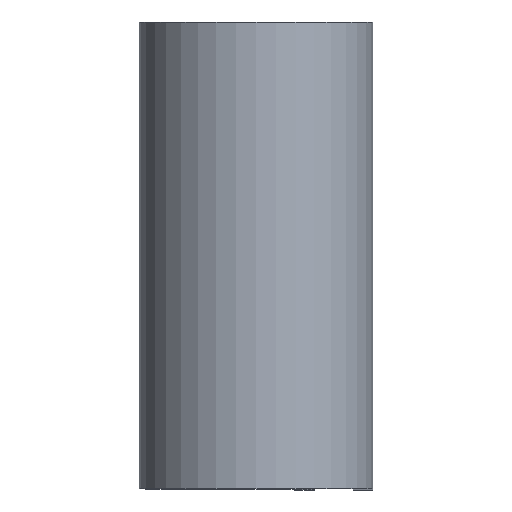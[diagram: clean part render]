
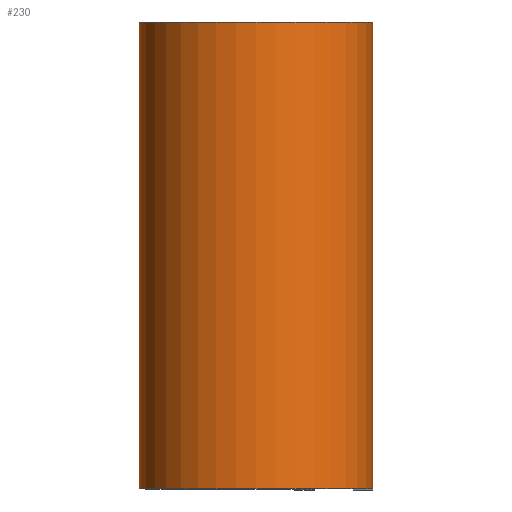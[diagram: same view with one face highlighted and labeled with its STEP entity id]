
A CAD part, top view. The second image highlights one B-rep face of the part: STEP entity #230.
In plain terms, the highlighted cylindrical face has radius 4.775 mm (diameter 9.55 mm), a partial arc.
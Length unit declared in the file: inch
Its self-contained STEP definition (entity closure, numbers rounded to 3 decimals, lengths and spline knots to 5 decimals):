
#8 = ORIENTED_EDGE ( 'NONE', *, *, #167, .T. ) ;
#31 = CYLINDRICAL_SURFACE ( 'NONE', #138, 0.188 ) ;
#33 = EDGE_CURVE ( 'NONE', #380, #475, #382, .T. ) ;
#34 = EDGE_CURVE ( 'NONE', #374, #475, #323, .T. ) ;
#37 = CARTESIAN_POINT ( 'NONE',  ( 0., 0.375, 0. ) ) ;
#41 = ORIENTED_EDGE ( 'NONE', *, *, #34, .F. ) ;
#66 = DIRECTION ( 'NONE',  ( 1., 0., 0. ) ) ;
#85 = CARTESIAN_POINT ( 'NONE',  ( 0., 0.375, -0.188 ) ) ;
#91 = DIRECTION ( 'NONE',  ( 1., 0., 0. ) ) ;
#99 = CARTESIAN_POINT ( 'NONE',  ( 0.188, 0.375, 0. ) ) ;
#110 = CARTESIAN_POINT ( 'NONE',  ( 0., -0.375, 0. ) ) ;
#116 = AXIS2_PLACEMENT_3D ( 'NONE', #37, #376, #91 ) ;
#138 = AXIS2_PLACEMENT_3D ( 'NONE', #474, #175, #618 ) ;
#140 = CARTESIAN_POINT ( 'NONE',  ( 0., 0.375, -0.188 ) ) ;
#143 = ORIENTED_EDGE ( 'NONE', *, *, #232, .F. ) ;
#151 = CIRCLE ( 'NONE', #116, 0.188 ) ;
#163 = ORIENTED_EDGE ( 'NONE', *, *, #33, .T. ) ;
#167 = EDGE_CURVE ( 'NONE', #424, #380, #331, .T. ) ;
#169 = FACE_OUTER_BOUND ( 'NONE', #301, .T. ) ;
#175 = DIRECTION ( 'NONE',  ( 0., -1., 0. ) ) ;
#199 = VECTOR ( 'NONE', #415, 39.37008 ) ;
#230 = ADVANCED_FACE ( 'NONE', ( #169 ), #31, .T. ) ;
#232 = EDGE_CURVE ( 'NONE', #424, #374, #151, .T. ) ;
#243 = CARTESIAN_POINT ( 'NONE',  ( 0.188, -0.375, 0. ) ) ;
#301 = EDGE_LOOP ( 'NONE', ( #163, #41, #143, #8 ) ) ;
#323 = LINE ( 'NONE', #450, #518 ) ;
#331 = LINE ( 'NONE', #85, #199 ) ;
#353 = AXIS2_PLACEMENT_3D ( 'NONE', #110, #399, #66 ) ;
#374 = VERTEX_POINT ( 'NONE', #99 ) ;
#376 = DIRECTION ( 'NONE',  ( 0., 1., 0. ) ) ;
#380 = VERTEX_POINT ( 'NONE', #387 ) ;
#382 = CIRCLE ( 'NONE', #353, 0.188 ) ;
#387 = CARTESIAN_POINT ( 'NONE',  ( 0., -0.375, -0.188 ) ) ;
#399 = DIRECTION ( 'NONE',  ( 0., 1., 0. ) ) ;
#415 = DIRECTION ( 'NONE',  ( 0., -1., 0. ) ) ;
#424 = VERTEX_POINT ( 'NONE', #140 ) ;
#450 = CARTESIAN_POINT ( 'NONE',  ( 0.188, 0.375, 0. ) ) ;
#474 = CARTESIAN_POINT ( 'NONE',  ( 0., 0.375, 0. ) ) ;
#475 = VERTEX_POINT ( 'NONE', #243 ) ;
#518 = VECTOR ( 'NONE', #546, 39.37008 ) ;
#546 = DIRECTION ( 'NONE',  ( 0., -1., 0. ) ) ;
#618 = DIRECTION ( 'NONE',  ( 0., 0., -1. ) ) ;
